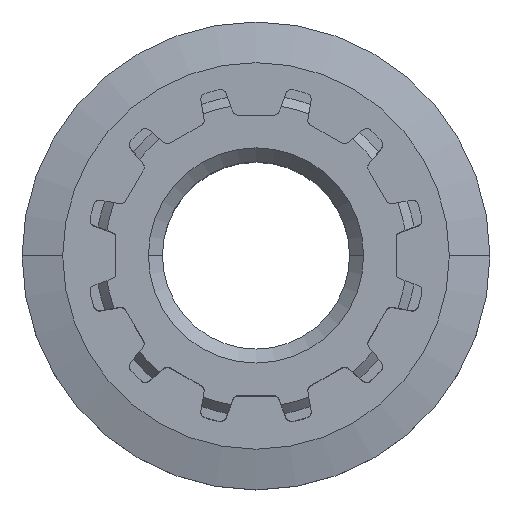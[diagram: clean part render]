
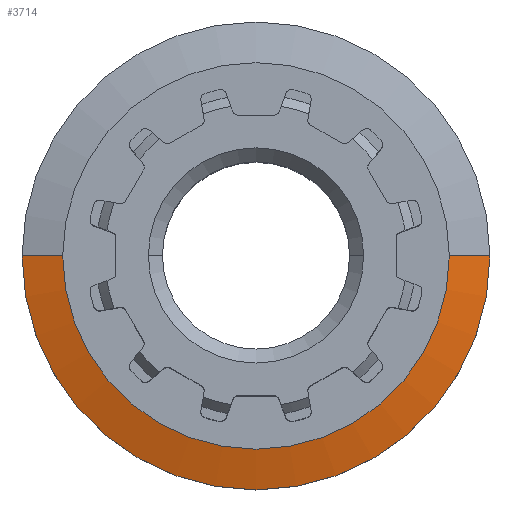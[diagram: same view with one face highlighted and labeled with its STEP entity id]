
A CAD part, top view. The second image highlights one B-rep face of the part: STEP entity #3714.
In plain terms, the highlighted conical face has half-angle 75 degrees and reference radius 5 mm.
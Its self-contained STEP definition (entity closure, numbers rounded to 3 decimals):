
#358 = EDGE_LOOP ( 'NONE', ( #3304, #3306, #1475, #1474 ) ) ;
#785 = DIRECTION ( 'NONE',  ( -1., 0., 0. ) ) ;
#786 = CARTESIAN_POINT ( 'NONE',  ( 0., 0., -3.133 ) ) ;
#787 = DIRECTION ( 'NONE',  ( 0., 0., -1. ) ) ;
#826 = CARTESIAN_POINT ( 'NONE',  ( -4.131, 0., -2.9 ) ) ;
#834 = CARTESIAN_POINT ( 'NONE',  ( 4.131, 0., -2.9 ) ) ;
#862 = CARTESIAN_POINT ( 'NONE',  ( -5., 0., -3.133 ) ) ;
#864 = CARTESIAN_POINT ( 'NONE',  ( 5., 0., -3.133 ) ) ;
#1312 = EDGE_CURVE ( 'NONE', #3795, #3825, #2550, .T. ) ;
#1323 = EDGE_CURVE ( 'NONE', #3793, #3823, #2569, .T. ) ;
#1352 = EDGE_CURVE ( 'NONE', #3793, #3795, #2616, .T. ) ;
#1353 = EDGE_CURVE ( 'NONE', #3823, #3825, #2617, .T. ) ;
#1474 = ORIENTED_EDGE ( 'NONE', *, *, #1353, .T. ) ;
#1475 = ORIENTED_EDGE ( 'NONE', *, *, #1323, .T. ) ;
#2550 = LINE ( 'NONE', #4531, #2557 ) ;
#2557 = VECTOR ( 'NONE', #4515, 1000. ) ;
#2569 = LINE ( 'NONE', #4484, #2574 ) ;
#2574 = VECTOR ( 'NONE', #4475, 1000. ) ;
#2616 = CIRCLE ( 'NONE', #3148, 4.131 ) ;
#2617 = CIRCLE ( 'NONE', #3149, 5. ) ;
#2894 = FACE_OUTER_BOUND ( 'NONE', #358, .T. ) ;
#2908 = CONICAL_SURFACE ( 'NONE', #3232, 5., 1.309 ) ;
#3148 = AXIS2_PLACEMENT_3D ( 'NONE', #4144, #4139, #4138 ) ;
#3149 = AXIS2_PLACEMENT_3D ( 'NONE', #4135, #4134, #4132 ) ;
#3232 = AXIS2_PLACEMENT_3D ( 'NONE', #786, #787, #785 ) ;
#3304 = ORIENTED_EDGE ( 'NONE', *, *, #1312, .F. ) ;
#3306 = ORIENTED_EDGE ( 'NONE', *, *, #1352, .F. ) ;
#3714 = ADVANCED_FACE ( 'NONE', ( #2894 ), #2908, .T. ) ;
#3793 = VERTEX_POINT ( 'NONE', #826 ) ;
#3795 = VERTEX_POINT ( 'NONE', #834 ) ;
#3823 = VERTEX_POINT ( 'NONE', #862 ) ;
#3825 = VERTEX_POINT ( 'NONE', #864 ) ;
#4132 = DIRECTION ( 'NONE',  ( 1., 0., 0. ) ) ;
#4134 = DIRECTION ( 'NONE',  ( 0., 0., 1. ) ) ;
#4135 = CARTESIAN_POINT ( 'NONE',  ( 0., 0., -3.133 ) ) ;
#4138 = DIRECTION ( 'NONE',  ( 1., 0., 0. ) ) ;
#4139 = DIRECTION ( 'NONE',  ( 0., 0., 1. ) ) ;
#4144 = CARTESIAN_POINT ( 'NONE',  ( 0., 0., -2.9 ) ) ;
#4475 = DIRECTION ( 'NONE',  ( -0.966, 0., -0.259 ) ) ;
#4484 = CARTESIAN_POINT ( 'NONE',  ( -5., 0., -3.133 ) ) ;
#4515 = DIRECTION ( 'NONE',  ( 0.966, 0., -0.259 ) ) ;
#4531 = CARTESIAN_POINT ( 'NONE',  ( 5., 0., -3.133 ) ) ;
